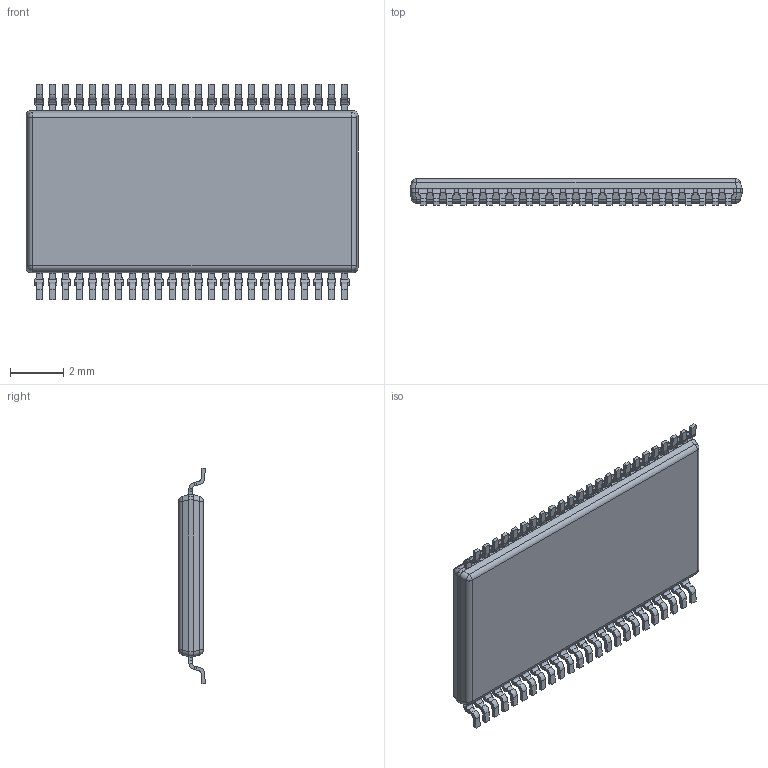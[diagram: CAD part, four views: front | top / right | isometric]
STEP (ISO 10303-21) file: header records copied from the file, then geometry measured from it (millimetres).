
FILE_DESCRIPTION (( '3D model for products with SOT362-1 package' ), '1' );
FILE_NAME ('SOT362-1.STEP', '2019-11-22T02:35:55', ( 'Packaging R&D' ), ( 'Nexperia' ), 'SwSTEP 2.0', 'SolidWorks 2019', '' );
FILE_SCHEMA (( 'AUTOMOTIVE_DESIGN' ));
Length unit declared in the file: millimetre
Products named in the file (4): SOT362-1 Lower Mold body; SOT362-1 Lead; SOT362-1 Upper Mold body; SOT362-1
Assembly tree (3 placements, depth 2):
  SOT362-1
    SOT362-1 Lower Mold body
    SOT362-1 Lead
    SOT362-1 Upper Mold body
Bounding box: 12.5 x 1 x 8.12 mm (x, y, z)
Volume: 70.6 mm3; surface area: 378.7 mm2
Topology: 50 solids, 50 shells, 1139 faces, 2695 edges, 1652 vertices
Faces by surface type: plane 704, cylinder 417, bspline 8, sphere 8, torus 2
Entity records: 44253 total; most frequent: DIRECTION 5771, CARTESIAN_POINT 5600, ORIENTED_EDGE 5374, EDGE_CURVE 2687, AXIS2_PLACEMENT_3D 1967, LINE 1837, VECTOR 1837, VERTEX_POINT 1652
